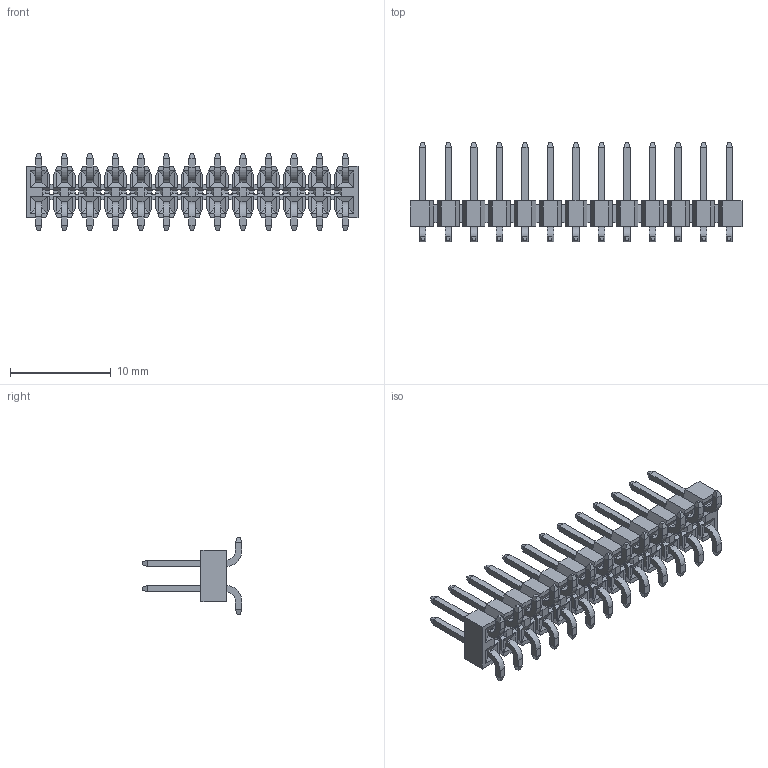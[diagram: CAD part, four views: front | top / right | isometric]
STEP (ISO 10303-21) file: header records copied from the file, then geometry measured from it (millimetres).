
FILE_DESCRIPTION (( 'STEP AP214' ), '1' );
FILE_NAME ('26.STEP', '2020-07-01T05:54:25', ( '' ), ( '' ), 'SwSTEP 2.0', 'SolidWorks 2018', '' );
FILE_SCHEMA (( 'AUTOMOTIVE_DESIGN' ));
Length unit declared in the file: inch
Products named in the file (1): 26
Bounding box: 33.02 x 9.91 x 7.7 mm (x, y, z)
Volume: 432.6 mm3; surface area: 1621.8 mm2
Topology: 53 solids, 53 shells, 1362 faces, 3280 edges, 2048 vertices
Faces by surface type: plane 1274, cylinder 88
Entity records: 42276 total; most frequent: CARTESIAN_POINT 6691, ORIENTED_EDGE 6560, DIRECTION 6182, EDGE_CURVE 3280, LINE 3104, VECTOR 3104, VERTEX_POINT 2048, AXIS2_PLACEMENT_3D 1539
